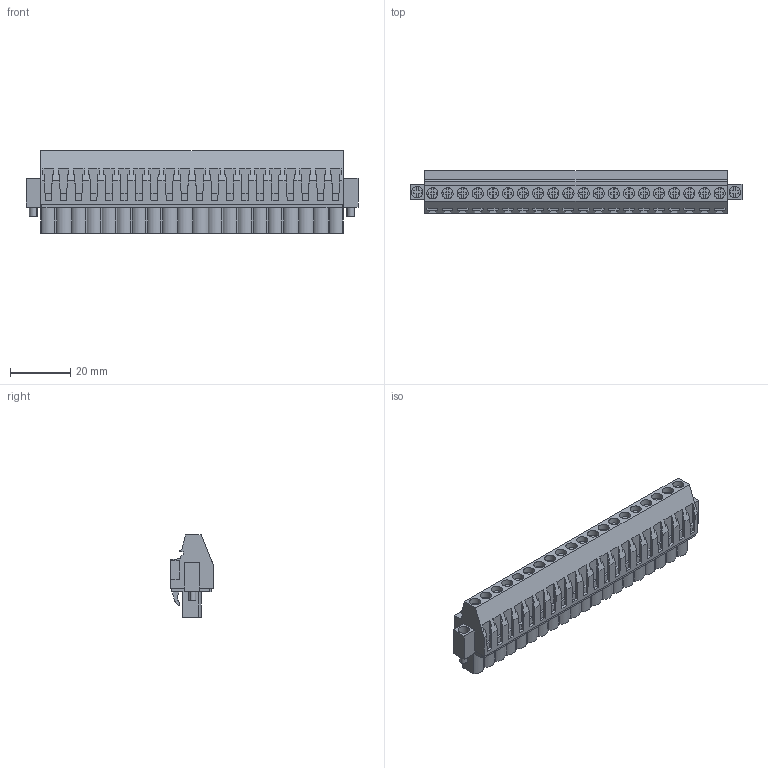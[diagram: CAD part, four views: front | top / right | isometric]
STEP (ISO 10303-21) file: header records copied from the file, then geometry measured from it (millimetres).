
FILE_DESCRIPTION(('CATIA V5 STEP Exchange','CAx-IF Rec.Pracs.--- Model Styling and Organization---1.2---2011-12-15'),'2;1');
FILE_NAME ('D1460476_0_1959270000_1959270000.stp','2017-09-20T14:54:43+00:00',('none'),('Weidmueller'),'CATIA Version 5-6 Release 2014','CATIA V5 STEP AP214','none');
FILE_SCHEMA(('AUTOMOTIVE_DESIGN { 1 0 10303 214 1 1 1 1 }'));
Length unit declared in the file: millimetre
Products named in the file (1): 1959270000
Bounding box: 109.8 x 14.05 x 27.2 mm (x, y, z)
Volume: 23175 mm3; surface area: 13744.2 mm2
Topology: 23 solids, 23 shells, 1318 faces, 3637 edges, 2452 vertices
Faces by surface type: plane 1110, cylinder 198, extrusion 10
Entity records: 38450 total; most frequent: ORIENTED_EDGE 7274, CARTESIAN_POINT 7021, DIRECTION 5087, EDGE_CURVE 3637, VECTOR 3131, LINE 3121, VERTEX_POINT 2452, EDGE_LOOP 1410
